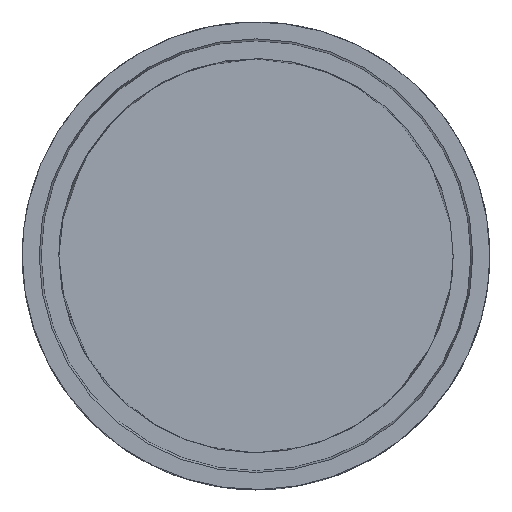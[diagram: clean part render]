
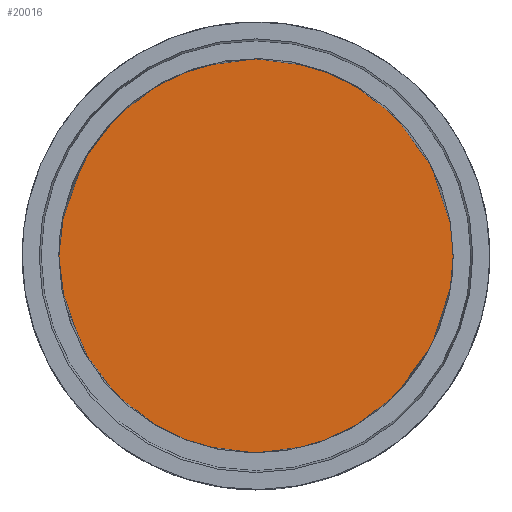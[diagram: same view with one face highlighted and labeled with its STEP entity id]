
A CAD part, top view. The second image highlights one B-rep face of the part: STEP entity #20016.
In plain terms, the highlighted planar face has unit normal (0, 0, 1).
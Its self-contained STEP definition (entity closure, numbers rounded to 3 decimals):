
#1062 = DIRECTION ( 'NONE',  ( 1., 0., 0. ) ) ;
#1183 = PLANE ( 'NONE',  #21229 ) ;
#2162 = EDGE_LOOP ( 'NONE', ( #2493, #19600 ) ) ;
#2493 = ORIENTED_EDGE ( 'NONE', *, *, #9352, .T. ) ;
#3103 = DIRECTION ( 'NONE',  ( 1., 0., 0. ) ) ;
#4344 = CARTESIAN_POINT ( 'NONE',  ( 0., 0., 0. ) ) ;
#5460 = VERTEX_POINT ( 'NONE', #16816 ) ;
#6057 = DIRECTION ( 'NONE',  ( 0., 0., 1. ) ) ;
#9352 = EDGE_CURVE ( 'NONE', #13823, #5460, #15662, .T. ) ;
#10430 = AXIS2_PLACEMENT_3D ( 'NONE', #16090, #6057, #3103 ) ;
#11000 = DIRECTION ( 'NONE',  ( 0., 0., 1. ) ) ;
#12841 = DIRECTION ( 'NONE',  ( 1., 0., 0. ) ) ;
#13562 = CIRCLE ( 'NONE', #19845, 500. ) ;
#13823 = VERTEX_POINT ( 'NONE', #16213 ) ;
#13880 = EDGE_CURVE ( 'NONE', #5460, #13823, #13562, .T. ) ;
#14569 = CARTESIAN_POINT ( 'NONE',  ( 0., 0., 0. ) ) ;
#15662 = CIRCLE ( 'NONE', #10430, 500. ) ;
#16090 = CARTESIAN_POINT ( 'NONE',  ( 0., 0., 0. ) ) ;
#16122 = FACE_OUTER_BOUND ( 'NONE', #2162, .T. ) ;
#16213 = CARTESIAN_POINT ( 'NONE',  ( 500., 0., 0. ) ) ;
#16816 = CARTESIAN_POINT ( 'NONE',  ( -500., 0., 0. ) ) ;
#19600 = ORIENTED_EDGE ( 'NONE', *, *, #13880, .T. ) ;
#19845 = AXIS2_PLACEMENT_3D ( 'NONE', #14569, #21333, #1062 ) ;
#20016 = ADVANCED_FACE ( 'NONE', ( #16122 ), #1183, .T. ) ;
#21229 = AXIS2_PLACEMENT_3D ( 'NONE', #4344, #11000, #12841 ) ;
#21333 = DIRECTION ( 'NONE',  ( 0., 0., 1. ) ) ;
